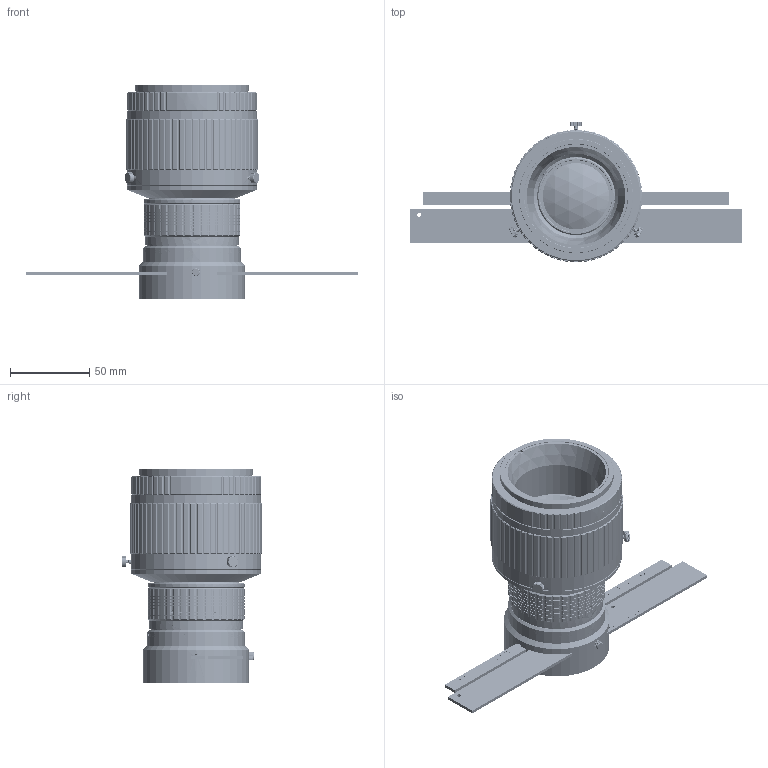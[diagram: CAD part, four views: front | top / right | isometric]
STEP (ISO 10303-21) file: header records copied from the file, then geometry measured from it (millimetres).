
FILE_DESCRIPTION(/* description */ (''),/* implementation_level */ '2;1');
FILE_NAME(/* name */ 'PLS160625APO.stp',/* time_stamp */ '2022-05-16T13:57:40+08:00',/* author */ (''),/* organization */ (''),/* preprocessor_version */ 'ST-DEVELOPER v16',/* originating_system */ 'SIEMENS PLM Software NX 10.0',/* authorisation */ '');
FILE_SCHEMA (('CONFIG_CONTROL_DESIGN'));
Length unit declared in the file: millimetre
Products named in the file (41): M3X3; UNIFOC79A-607; I491621A-615; UNIFOC79A-601; 602刻字-1; UNIFOC79A-606; MANUAL_NUT_M2_5X6; UNIFOC79A-604; UNIFOC79A-605; UNIFOC79A-602; UNIFOC79A-603; 光阑_拨杆; 611; 603; M2_5X6; 垫片3; 垫片2; 垫片1; 610; 608; 607; 606; 605; 602; 光阑_31.3-18.9-1; 601; 160067_160025_20220413_OUT-光线; lens3; lens8; lens9; lens5; lens7; lens4; lens1; lens2; lens6; UNIFOC79A-1_ASM; UNIFOC79A_stp; 602_dwg2_MODEL; PLS160625APO-LENS ...
Assembly tree (51 placements, depth 4):
  PLS160625APO
    PLS160625APO-LENS
      lens6
      lens2
      lens1
      lens4
      lens7
      lens5
      lens9
      lens8
      lens3
      160067_160025_20220413_OUT-光线
      601
      光阑_31.3-18.9-1
      602
      605
      606
      607
      608
      610
      垫片1
      垫片2
      垫片3
      M2_5X6
      603
      611
      602_dwg2_MODEL
        602
        602刻字-1
      光阑_拨杆  x2
    UNIFOC79A_stp
      UNIFOC79A-603
      UNIFOC79A-602
      UNIFOC79A-605
      UNIFOC79A-604
      MANUAL_NUT_M2_5X6  x3
      UNIFOC79A-606
      UNIFOC79A-1_ASM
        UNIFOC79A-601
        I491621A-615  x3
        UNIFOC79A-607  x3
        M3X3  x4
Bounding box: 209.23 x 88.74 x 134.9 mm (x, y, z)
Volume: 338309.4 mm3; surface area: 257737.4 mm2
Topology: 141 solids, 142 shells, 6663 faces, 17204 edges, 11094 vertices
Faces by surface type: plane 2724, cylinder 1918, extrusion 882, bspline 598, cone 523, sphere 18
Full cylindrical faces by diameter (mm): 0.8 x3, 1 x8, 1.2 x1, 1.4 x3, 1.5 x20, 1.6 x3, 2 x3, 2.6 x5, 18.9 x1, 19.3 x1, 19.7 x1, 20.66 x1, 24.4 x1, 25 x1, 26.8 x1, 26.9 x1, 27 x2, 27.4 x1, 28.8 x1, 29 x2, 29.3 x2, 29.8 x1, 31.3 x1, 32.4 x2, 33 x2, 33.4 x2, 37.6 x1, 38 x1, 38.6 x1, 40.6 x1
Entity records: 238973 total; most frequent: CARTESIAN_POINT 103788, ORIENTED_EDGE 28878, DIRECTION 23195, EDGE_CURVE 14439, VERTEX_POINT 9434, AXIS2_PLACEMENT_3D 8816, EDGE_LOOP 6479, B_SPLINE_CURVE_WITH_KNOTS 6186
